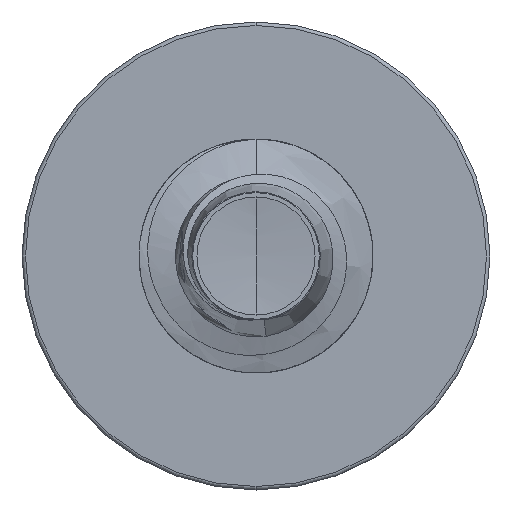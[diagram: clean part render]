
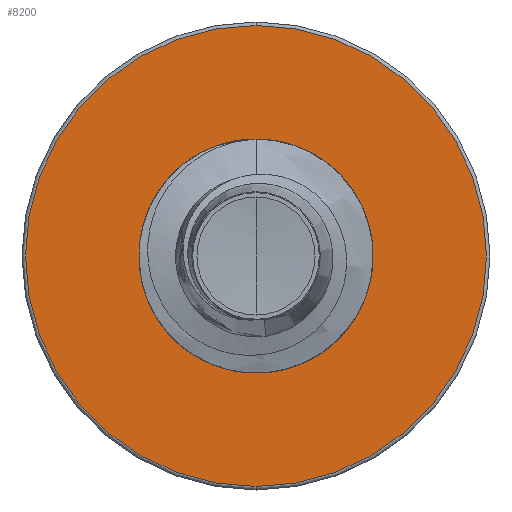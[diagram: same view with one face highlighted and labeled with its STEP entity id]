
A CAD part, front view. The second image highlights one B-rep face of the part: STEP entity #8200.
In plain terms, the highlighted planar face has unit normal (0, -1, 0).
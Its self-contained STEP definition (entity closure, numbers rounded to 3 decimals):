
#124 = EDGE_CURVE ( 'NONE', #22377, #21671, #17970, .T. ) ;
#645 = DIRECTION ( 'NONE',  ( 0., 0., 1. ) ) ;
#1987 = CIRCLE ( 'NONE', #6110, 1.722 ) ;
#2649 = AXIS2_PLACEMENT_3D ( 'NONE', #15340, #3631, #17305 ) ;
#3070 = ORIENTED_EDGE ( 'NONE', *, *, #22005, .F. ) ;
#3631 = DIRECTION ( 'NONE',  ( 0., 1., 0. ) ) ;
#3968 = VERTEX_POINT ( 'NONE', #14421 ) ;
#4375 = CIRCLE ( 'NONE', #2649, 3.448 ) ;
#4541 = DIRECTION ( 'NONE',  ( 0., 0., 1. ) ) ;
#4966 = AXIS2_PLACEMENT_3D ( 'NONE', #24072, #12378, #645 ) ;
#5566 = PLANE ( 'NONE',  #7740 ) ;
#5720 = FACE_OUTER_BOUND ( 'NONE', #23867, .T. ) ;
#6110 = AXIS2_PLACEMENT_3D ( 'NONE', #9033, #22689, #10975 ) ;
#7116 = ORIENTED_EDGE ( 'NONE', *, *, #124, .F. ) ;
#7292 = DIRECTION ( 'NONE',  ( 0., 1., 0. ) ) ;
#7548 = DIRECTION ( 'NONE',  ( 0., 1., 0. ) ) ;
#7740 = AXIS2_PLACEMENT_3D ( 'NONE', #21118, #7548, #21201 ) ;
#8200 = ADVANCED_FACE ( 'NONE', ( #5720, #9701 ), #5566, .F. ) ;
#9033 = CARTESIAN_POINT ( 'NONE',  ( 0., 20., 0. ) ) ;
#9701 = FACE_BOUND ( 'NONE', #24776, .T. ) ;
#10975 = DIRECTION ( 'NONE',  ( 0., 0., 1. ) ) ;
#12378 = DIRECTION ( 'NONE',  ( 0., 1., 0. ) ) ;
#12782 = CARTESIAN_POINT ( 'NONE',  ( 0., 20., 0. ) ) ;
#14421 = CARTESIAN_POINT ( 'NONE',  ( 0., 20., -1.722 ) ) ;
#15340 = CARTESIAN_POINT ( 'NONE',  ( 0., 20., 0. ) ) ;
#17305 = DIRECTION ( 'NONE',  ( 0., 0., 1. ) ) ;
#17619 = EDGE_CURVE ( 'NONE', #22044, #3968, #24017, .T. ) ;
#17703 = ORIENTED_EDGE ( 'NONE', *, *, #17619, .T. ) ;
#17970 = CIRCLE ( 'NONE', #22777, 3.448 ) ;
#18066 = ORIENTED_EDGE ( 'NONE', *, *, #23704, .T. ) ;
#19280 = CARTESIAN_POINT ( 'NONE',  ( 0., 20., 1.722 ) ) ;
#21118 = CARTESIAN_POINT ( 'NONE',  ( 0., 20., -1.722 ) ) ;
#21201 = DIRECTION ( 'NONE',  ( 0., 0., 1. ) ) ;
#21671 = VERTEX_POINT ( 'NONE', #22112 ) ;
#22005 = EDGE_CURVE ( 'NONE', #21671, #22377, #4375, .T. ) ;
#22044 = VERTEX_POINT ( 'NONE', #19280 ) ;
#22112 = CARTESIAN_POINT ( 'NONE',  ( 0., 20., -3.447 ) ) ;
#22377 = VERTEX_POINT ( 'NONE', #23776 ) ;
#22689 = DIRECTION ( 'NONE',  ( 0., 1., 0. ) ) ;
#22777 = AXIS2_PLACEMENT_3D ( 'NONE', #12782, #7292, #4541 ) ;
#23704 = EDGE_CURVE ( 'NONE', #3968, #22044, #1987, .T. ) ;
#23776 = CARTESIAN_POINT ( 'NONE',  ( 0., 20., 3.448 ) ) ;
#23867 = EDGE_LOOP ( 'NONE', ( #7116, #3070 ) ) ;
#24017 = CIRCLE ( 'NONE', #4966, 1.722 ) ;
#24072 = CARTESIAN_POINT ( 'NONE',  ( 0., 20., 0. ) ) ;
#24776 = EDGE_LOOP ( 'NONE', ( #17703, #18066 ) ) ;
